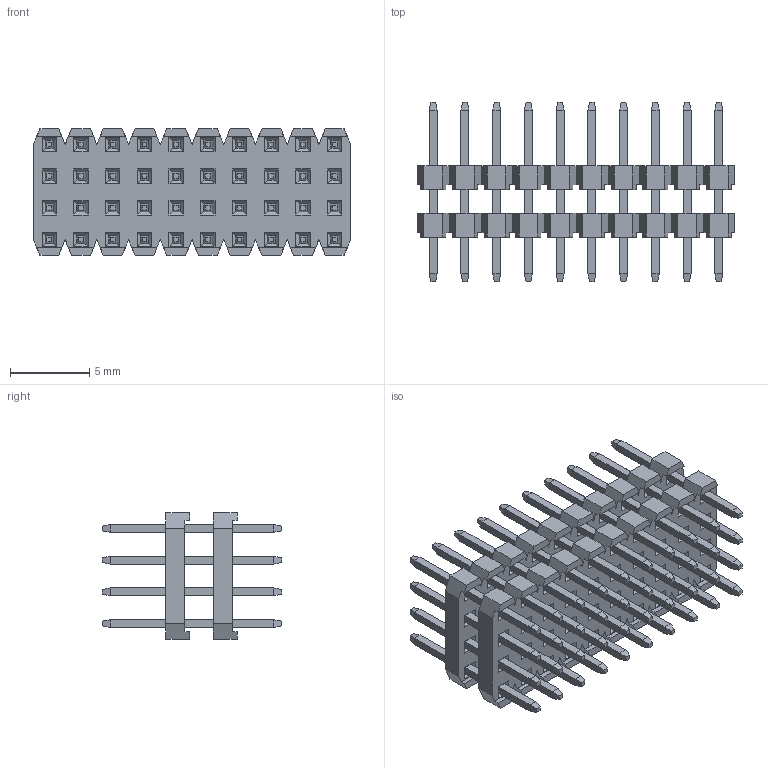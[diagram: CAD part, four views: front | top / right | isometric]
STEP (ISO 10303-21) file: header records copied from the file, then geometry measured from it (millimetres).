
FILE_DESCRIPTION( ('This file contains a STEP AP42 implementation' ,'as created by ZW3D STEP Interface translator.') ,'2;1' );
FILE_NAME( '1215-24XXXXSXXXXXXX(肮砃).stp' ,'23 323. 84720', (''), ('ZWCAD Software Co.'), 'Version 1.0', 'ZW3D to STEP translator', '' );
FILE_SCHEMA(('AUTOMOTIVE_DESIGN { 1 0 10303 214 1 1 1 1 }'));
Length unit declared in the file: millimetre
Products named in the file (2): 0; 1215-2420XXS113XXXX(肮砃)
Bounding box: 20 x 11.3 x 8 mm (x, y, z)
Volume: 453.9 mm3; surface area: 1876.9 mm2
Topology: 42 solids, 42 shells, 1408 faces, 3332 edges, 2008 vertices
Faces by surface type: plane 1408
Entity records: 40459 total; most frequent: CARTESIAN_POINT 6749, ORIENTED_EDGE 6664, DIRECTION 6150, VECTOR 3332, LINE 3332, EDGE_CURVE 3332, VERTEX_POINT 2008, EDGE_LOOP 1568
